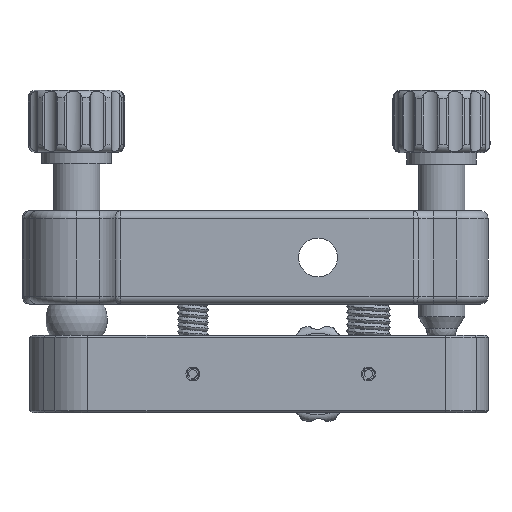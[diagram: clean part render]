
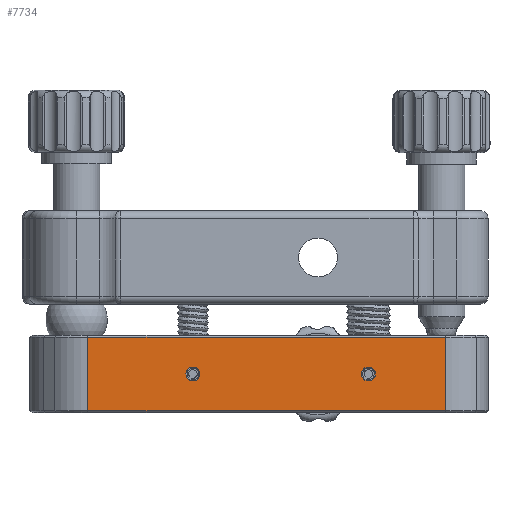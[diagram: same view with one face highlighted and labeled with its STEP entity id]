
A CAD part, front view. The second image highlights one B-rep face of the part: STEP entity #7734.
In plain terms, the highlighted planar face has unit normal (0, -1, 0).
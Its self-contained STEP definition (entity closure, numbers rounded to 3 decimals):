
#11 = CARTESIAN_POINT ( 'NONE',  ( 22.9, 1., -15. ) ) ;
#1005 = AXIS2_PLACEMENT_3D ( 'NONE', #9051, #1204, #1318 ) ;
#1204 = DIRECTION ( 'NONE',  ( 0., 1., 0. ) ) ;
#1318 = DIRECTION ( 'NONE',  ( -1., 0., 0. ) ) ;
#1761 = DIRECTION ( 'NONE',  ( 1., 0., 0. ) ) ;
#2234 = LINE ( 'NONE', #4443, #6157 ) ;
#2994 = ORIENTED_EDGE ( 'NONE', *, *, #17249, .F. ) ;
#4097 = VERTEX_POINT ( 'NONE', #23117 ) ;
#4179 = DIRECTION ( 'NONE',  ( 0., 0., -1. ) ) ;
#4443 = CARTESIAN_POINT ( 'NONE',  ( 1., 1., -19.7 ) ) ;
#4521 = VECTOR ( 'NONE', #21111, 1000. ) ;
#4870 = EDGE_CURVE ( 'NONE', #17484, #11590, #2234, .T. ) ;
#5018 = CARTESIAN_POINT ( 'NONE',  ( 22., 1., -15. ) ) ;
#5413 = AXIS2_PLACEMENT_3D ( 'NONE', #18670, #23948, #1761 ) ;
#5462 = CIRCLE ( 'NONE', #10565, 0.9 ) ;
#6157 = VECTOR ( 'NONE', #17440, 1000. ) ;
#6164 = CARTESIAN_POINT ( 'NONE',  ( 54.515, 1., -10.3 ) ) ;
#6743 = DIRECTION ( 'NONE',  ( 0., -1., 0. ) ) ;
#6811 = EDGE_CURVE ( 'NONE', #17033, #17033, #5462, .T. ) ;
#7397 = ORIENTED_EDGE ( 'NONE', *, *, #6811, .F. ) ;
#7734 = ADVANCED_FACE ( 'NONE', ( #9921, #17390, #8203 ), #16394, .F. ) ;
#8147 = EDGE_LOOP ( 'NONE', ( #7397 ) ) ;
#8203 = FACE_OUTER_BOUND ( 'NONE', #10769, .T. ) ;
#8235 = EDGE_CURVE ( 'NONE', #13920, #4097, #22583, .T. ) ;
#9051 = CARTESIAN_POINT ( 'NONE',  ( 1., 1., -10. ) ) ;
#9262 = CARTESIAN_POINT ( 'NONE',  ( 8.485, 1., -19.7 ) ) ;
#9921 = FACE_BOUND ( 'NONE', #8147, .T. ) ;
#10565 = AXIS2_PLACEMENT_3D ( 'NONE', #5018, #6743, #19734 ) ;
#10769 = EDGE_LOOP ( 'NONE', ( #23102, #11999, #17459, #21328 ) ) ;
#11590 = VERTEX_POINT ( 'NONE', #23109 ) ;
#11999 = ORIENTED_EDGE ( 'NONE', *, *, #8235, .T. ) ;
#12988 = LINE ( 'NONE', #14946, #20292 ) ;
#13278 = EDGE_CURVE ( 'NONE', #11590, #13920, #12988, .T. ) ;
#13649 = VECTOR ( 'NONE', #4179, 1000. ) ;
#13920 = VERTEX_POINT ( 'NONE', #6164 ) ;
#14102 = CARTESIAN_POINT ( 'NONE',  ( 45.5, 1., -15. ) ) ;
#14946 = CARTESIAN_POINT ( 'NONE',  ( 54.515, 1., -10. ) ) ;
#15706 = CARTESIAN_POINT ( 'NONE',  ( 8.485, 1., -20. ) ) ;
#16394 = PLANE ( 'NONE',  #1005 ) ;
#16717 = EDGE_CURVE ( 'NONE', #4097, #17484, #17176, .T. ) ;
#17033 = VERTEX_POINT ( 'NONE', #11 ) ;
#17176 = LINE ( 'NONE', #15706, #13649 ) ;
#17249 = EDGE_CURVE ( 'NONE', #19833, #19833, #19122, .T. ) ;
#17390 = FACE_BOUND ( 'NONE', #19657, .T. ) ;
#17440 = DIRECTION ( 'NONE',  ( 1., 0., 0. ) ) ;
#17459 = ORIENTED_EDGE ( 'NONE', *, *, #16717, .T. ) ;
#17484 = VERTEX_POINT ( 'NONE', #9262 ) ;
#18670 = CARTESIAN_POINT ( 'NONE',  ( 44.6, 1., -15. ) ) ;
#19122 = CIRCLE ( 'NONE', #5413, 0.9 ) ;
#19657 = EDGE_LOOP ( 'NONE', ( #2994 ) ) ;
#19734 = DIRECTION ( 'NONE',  ( 1., 0., 0. ) ) ;
#19833 = VERTEX_POINT ( 'NONE', #14102 ) ;
#20090 = DIRECTION ( 'NONE',  ( 0., 0., 1. ) ) ;
#20292 = VECTOR ( 'NONE', #20090, 1000. ) ;
#20860 = CARTESIAN_POINT ( 'NONE',  ( 8.485, 1., -10.3 ) ) ;
#21111 = DIRECTION ( 'NONE',  ( -1., 0., 0. ) ) ;
#21328 = ORIENTED_EDGE ( 'NONE', *, *, #4870, .T. ) ;
#22583 = LINE ( 'NONE', #20860, #4521 ) ;
#23102 = ORIENTED_EDGE ( 'NONE', *, *, #13278, .T. ) ;
#23109 = CARTESIAN_POINT ( 'NONE',  ( 54.515, 1., -19.7 ) ) ;
#23117 = CARTESIAN_POINT ( 'NONE',  ( 8.485, 1., -10.3 ) ) ;
#23948 = DIRECTION ( 'NONE',  ( 0., -1., 0. ) ) ;
